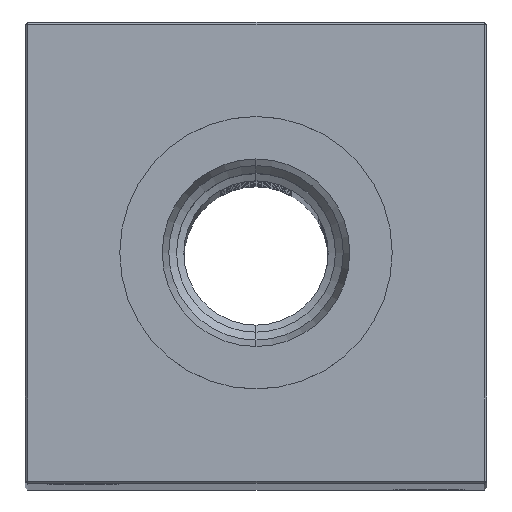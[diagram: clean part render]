
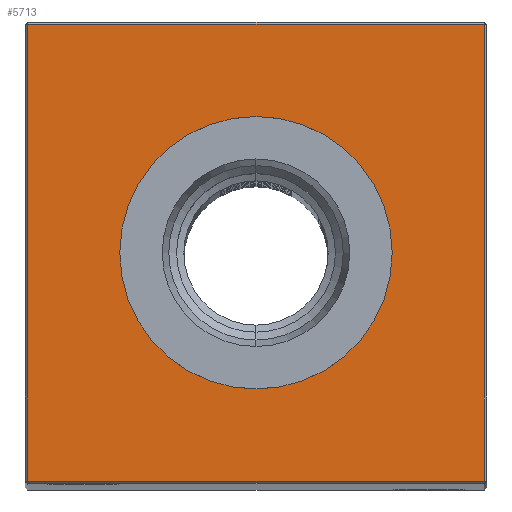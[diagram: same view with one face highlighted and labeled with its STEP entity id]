
A CAD part, top view. The second image highlights one B-rep face of the part: STEP entity #5713.
In plain terms, the highlighted planar face has unit normal (0, 0, 1).
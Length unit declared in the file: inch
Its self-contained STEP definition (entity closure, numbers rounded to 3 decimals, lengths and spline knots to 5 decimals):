
#362 = CARTESIAN_POINT ( 'NONE',  ( 0., 0., 16.25 ) ) ;
#847 = ORIENTED_EDGE ( 'NONE', *, *, #2648, .T. ) ;
#865 = DIRECTION ( 'NONE',  ( 0., 1., 0. ) ) ;
#1318 = EDGE_CURVE ( 'NONE', #20676, #23772, #13068, .T. ) ;
#1467 = CARTESIAN_POINT ( 'NONE',  ( 0., 0., 16.25 ) ) ;
#1487 = DIRECTION ( 'NONE',  ( -1., 0., 0. ) ) ;
#1735 = AXIS2_PLACEMENT_3D ( 'NONE', #362, #12622, #9728 ) ;
#2347 = AXIS2_PLACEMENT_3D ( 'NONE', #15607, #20452, #5924 ) ;
#2648 = EDGE_CURVE ( 'NONE', #9795, #5134, #30502, .T. ) ;
#3283 = AXIS2_PLACEMENT_3D ( 'NONE', #1467, #21001, #8409 ) ;
#3392 = EDGE_CURVE ( 'NONE', #23772, #20676, #30637, .T. ) ;
#3922 = LINE ( 'NONE', #18282, #31560 ) ;
#4315 = DIRECTION ( 'NONE',  ( 1., 0., 0. ) ) ;
#5134 = VERTEX_POINT ( 'NONE', #30926 ) ;
#5702 = LINE ( 'NONE', #18459, #8741 ) ;
#5713 = ADVANCED_FACE ( 'NONE', ( #6081, #10754 ), #10917, .F. ) ;
#5924 = DIRECTION ( 'NONE',  ( -1., 0., 0. ) ) ;
#6081 = FACE_OUTER_BOUND ( 'NONE', #29439, .T. ) ;
#7811 = ORIENTED_EDGE ( 'NONE', *, *, #13787, .T. ) ;
#8409 = DIRECTION ( 'NONE',  ( -1., 0., 0. ) ) ;
#8741 = VECTOR ( 'NONE', #865, 39.37008 ) ;
#9728 = DIRECTION ( 'NONE',  ( -1., 0., 0. ) ) ;
#9795 = VERTEX_POINT ( 'NONE', #21654 ) ;
#10754 = FACE_BOUND ( 'NONE', #14746, .T. ) ;
#10917 = PLANE ( 'NONE',  #2347 ) ;
#12622 = DIRECTION ( 'NONE',  ( 0., 0., -1. ) ) ;
#13068 = CIRCLE ( 'NONE', #3283, 0.59055 ) ;
#13330 = CARTESIAN_POINT ( 'NONE',  ( 0.99, -0.99, 16.25 ) ) ;
#13418 = CARTESIAN_POINT ( 'NONE',  ( 0.99, 0.99, 16.25 ) ) ;
#13787 = EDGE_CURVE ( 'NONE', #28921, #9795, #3922, .T. ) ;
#13984 = CARTESIAN_POINT ( 'NONE',  ( 0., -0.99, 16.25 ) ) ;
#14746 = EDGE_LOOP ( 'NONE', ( #31672, #28188 ) ) ;
#15607 = CARTESIAN_POINT ( 'NONE',  ( 0., 0., 16.25 ) ) ;
#16122 = CARTESIAN_POINT ( 'NONE',  ( -0.99, 0., 16.25 ) ) ;
#16194 = CARTESIAN_POINT ( 'NONE',  ( 0., 0.59055, 16.25 ) ) ;
#18282 = CARTESIAN_POINT ( 'NONE',  ( 0., 0.99, 16.25 ) ) ;
#18459 = CARTESIAN_POINT ( 'NONE',  ( 0.99, 0., 16.25 ) ) ;
#19445 = CARTESIAN_POINT ( 'NONE',  ( 0., -0.59055, 16.25 ) ) ;
#20452 = DIRECTION ( 'NONE',  ( 0., 0., -1. ) ) ;
#20676 = VERTEX_POINT ( 'NONE', #16194 ) ;
#21001 = DIRECTION ( 'NONE',  ( 0., 0., -1. ) ) ;
#21013 = ORIENTED_EDGE ( 'NONE', *, *, #28030, .T. ) ;
#21654 = CARTESIAN_POINT ( 'NONE',  ( -0.99, 0.99, 16.25 ) ) ;
#23705 = DIRECTION ( 'NONE',  ( 0., -1., 0. ) ) ;
#23772 = VERTEX_POINT ( 'NONE', #19445 ) ;
#23982 = EDGE_CURVE ( 'NONE', #25116, #28921, #5702, .T. ) ;
#25116 = VERTEX_POINT ( 'NONE', #13330 ) ;
#26264 = LINE ( 'NONE', #13984, #28429 ) ;
#28030 = EDGE_CURVE ( 'NONE', #5134, #25116, #26264, .T. ) ;
#28188 = ORIENTED_EDGE ( 'NONE', *, *, #3392, .T. ) ;
#28429 = VECTOR ( 'NONE', #4315, 39.37008 ) ;
#28921 = VERTEX_POINT ( 'NONE', #13418 ) ;
#29210 = VECTOR ( 'NONE', #23705, 39.37008 ) ;
#29439 = EDGE_LOOP ( 'NONE', ( #847, #21013, #30727, #7811 ) ) ;
#30502 = LINE ( 'NONE', #16122, #29210 ) ;
#30637 = CIRCLE ( 'NONE', #1735, 0.59055 ) ;
#30727 = ORIENTED_EDGE ( 'NONE', *, *, #23982, .T. ) ;
#30926 = CARTESIAN_POINT ( 'NONE',  ( -0.99, -0.99, 16.25 ) ) ;
#31560 = VECTOR ( 'NONE', #1487, 39.37008 ) ;
#31672 = ORIENTED_EDGE ( 'NONE', *, *, #1318, .T. ) ;
